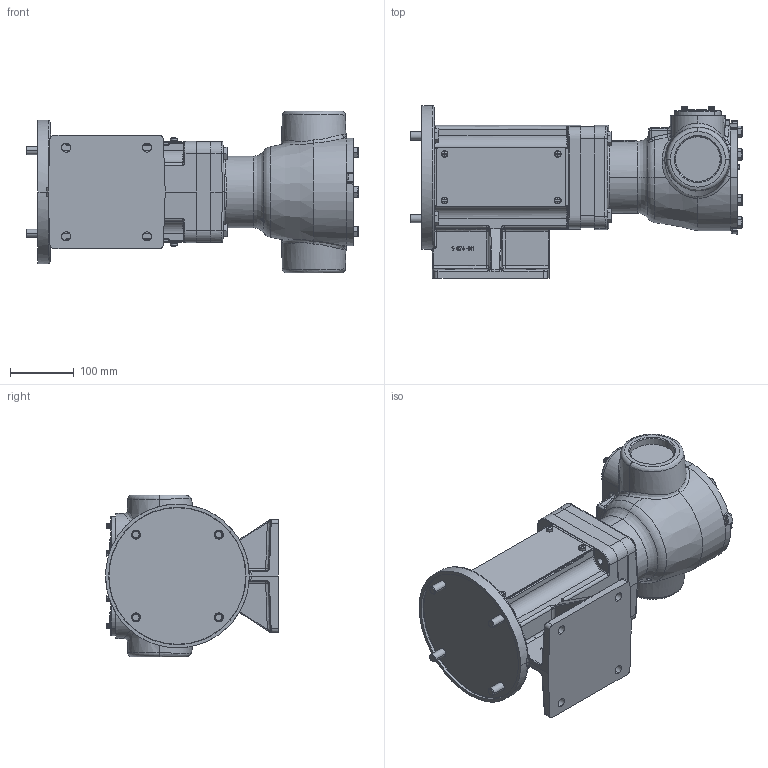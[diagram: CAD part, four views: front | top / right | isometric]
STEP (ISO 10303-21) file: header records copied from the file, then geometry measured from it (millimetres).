
FILE_DESCRIPTION (( 'STEP AP214' ), '1' );
FILE_NAME ('AS495-M_(254-256TC).STEP', '2017-02-27T13:28:14', ( '' ), ( '' ), 'SwSTEP 2.0', 'SolidWorks 2016', '' );
FILE_SCHEMA (( 'AUTOMOTIVE_DESIGN' ));
Length unit declared in the file: inch
Products named in the file (2): AS495-M_(254-256TC)
Bounding box: 521.74 x 271.53 x 254 mm (x, y, z)
Volume: 12088875.7 mm3; surface area: 574452.8 mm2
Topology: 1 solids, 14 shells, 2156 faces, 5584 edges, 3580 vertices
Faces by surface type: plane 1068, bspline 459, cylinder 351, cone 156, torus 82, sphere 40
Entity records: 146916 total; most frequent: CARTESIAN_POINT 75709, ORIENTED_EDGE 11152, DIRECTION 8227, EDGE_CURVE 5576, VERTEX_POINT 3580, AXIS2_PLACEMENT_3D 2845, VECTOR 2537, LINE 2537
